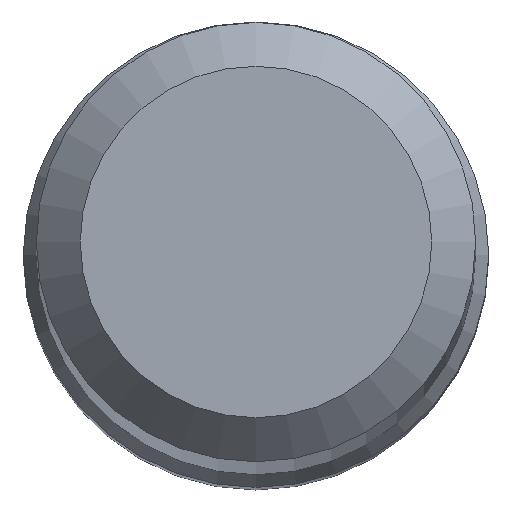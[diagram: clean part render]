
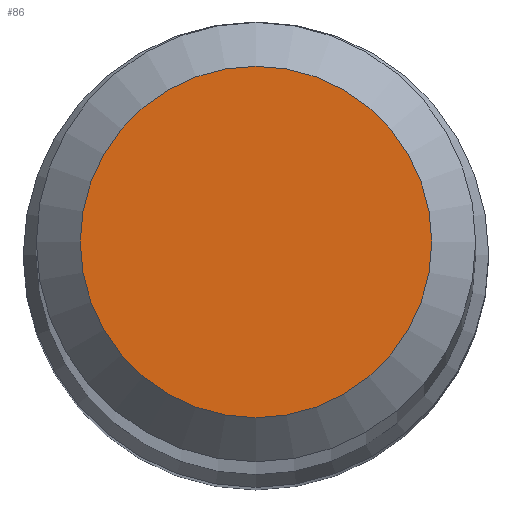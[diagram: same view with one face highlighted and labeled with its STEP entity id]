
A CAD part, top view. The second image highlights one B-rep face of the part: STEP entity #86.
In plain terms, the highlighted planar face has unit normal (0, 0, 1).
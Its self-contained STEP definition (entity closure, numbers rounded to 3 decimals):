
#20 = CARTESIAN_POINT ( 'NONE',  ( 0., 0., 80. ) ) ;
#23 = DIRECTION ( 'NONE',  ( 0., 1., 0. ) ) ;
#26 = DIRECTION ( 'NONE',  ( 0., 0., -1. ) ) ;
#53 = EDGE_LOOP ( 'NONE', ( #232 ) ) ;
#63 = VERTEX_POINT ( 'NONE', #214 ) ;
#86 = ADVANCED_FACE ( 'NONE', ( #224 ), #93, .T. ) ;
#93 = PLANE ( 'NONE',  #137 ) ;
#102 = EDGE_CURVE ( 'NONE', #63, #63, #168, .T. ) ;
#118 = CARTESIAN_POINT ( 'NONE',  ( 0., 0., 80. ) ) ;
#130 = AXIS2_PLACEMENT_3D ( 'NONE', #20, #26, #23 ) ;
#137 = AXIS2_PLACEMENT_3D ( 'NONE', #118, #166, #165 ) ;
#165 = DIRECTION ( 'NONE',  ( 0., -1., 0. ) ) ;
#166 = DIRECTION ( 'NONE',  ( 0., 0., 1. ) ) ;
#168 = CIRCLE ( 'NONE', #130, 1.6 ) ;
#214 = CARTESIAN_POINT ( 'NONE',  ( 0., 1.6, 80. ) ) ;
#224 = FACE_OUTER_BOUND ( 'NONE', #53, .T. ) ;
#232 = ORIENTED_EDGE ( 'NONE', *, *, #102, .F. ) ;
